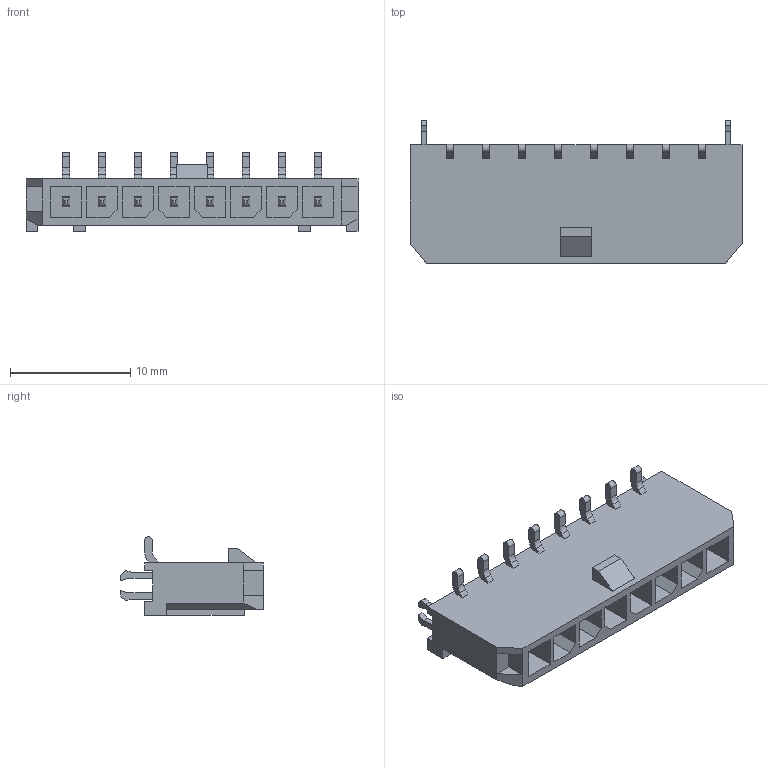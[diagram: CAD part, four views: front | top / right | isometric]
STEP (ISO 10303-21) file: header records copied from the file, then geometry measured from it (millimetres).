
FILE_DESCRIPTION(/* description */ (''),/* implementation_level */ '2;1');
FILE_NAME(/* name */ '436500822wbm000_01_214.stp',/* time_stamp */ '2022-06-14T10:32:35+05:00',/* author */ (''),/* organization */ (''),/* preprocessor_version */ 'ST-DEVELOPER v16.7',/* originating_system */ 'SIEMENS PLM Software NX 1919',/* authorisation */ '');
FILE_SCHEMA (('AUTOMOTIVE_DESIGN { 1 0 10303 214 3 1 1 1 }'));
Length unit declared in the file: millimetre
Products named in the file (1): 436500822wbm000_01
Bounding box: 27.64 x 11.9 x 6.55 mm (x, y, z)
Volume: 695.3 mm3; surface area: 1554 mm2
Topology: 1 solids, 1 shells, 293 faces, 738 edges, 478 vertices
Faces by surface type: plane 229, cylinder 64
Entity records: 8688 total; most frequent: CARTESIAN_POINT 1510, ORIENTED_EDGE 1476, DIRECTION 1454, EDGE_CURVE 738, LINE 610, VECTOR 610, VERTEX_POINT 478, AXIS2_PLACEMENT_3D 422
